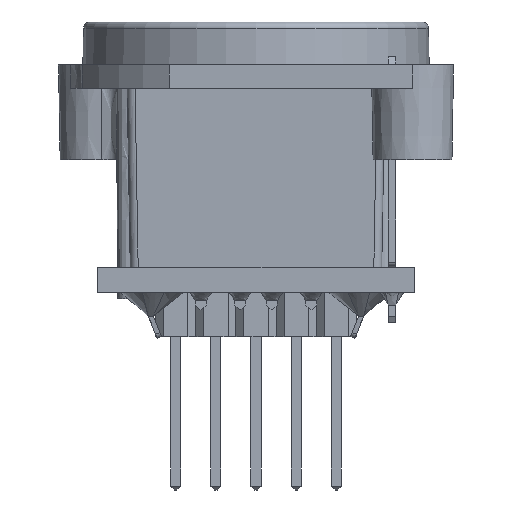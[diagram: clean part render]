
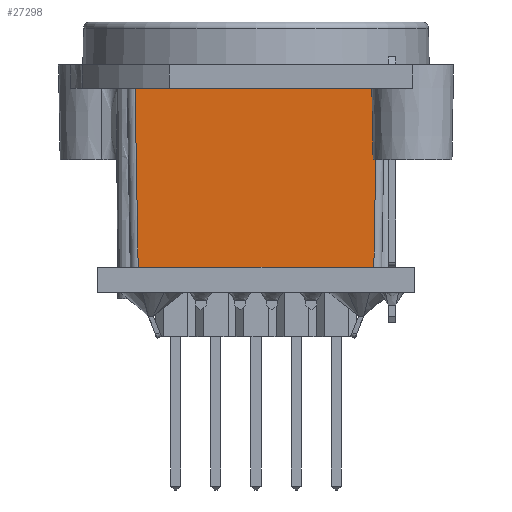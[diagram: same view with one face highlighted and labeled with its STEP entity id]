
A CAD part, front view. The second image highlights one B-rep face of the part: STEP entity #27298.
In plain terms, the highlighted planar face has unit normal (0, -1, -0.018).
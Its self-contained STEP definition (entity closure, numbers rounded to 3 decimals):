
#35=(
BOUNDED_CURVE()
B_SPLINE_CURVE(2,(#47349,#47350,#47351),.UNSPECIFIED.,.F.,.F.)
B_SPLINE_CURVE_WITH_KNOTS((3,3),(0.,0.45),.UNSPECIFIED.)
CURVE()
GEOMETRIC_REPRESENTATION_ITEM()
RATIONAL_B_SPLINE_CURVE((1.,1.,1.))
REPRESENTATION_ITEM('')
);
#36=(
BOUNDED_CURVE()
B_SPLINE_CURVE(2,(#47353,#47354,#47355),.UNSPECIFIED.,.F.,.F.)
B_SPLINE_CURVE_WITH_KNOTS((3,3),(0.029,0.33),
 .UNSPECIFIED.)
CURVE()
GEOMETRIC_REPRESENTATION_ITEM()
RATIONAL_B_SPLINE_CURVE((1.,1.,1.))
REPRESENTATION_ITEM('')
);
#37=(
BOUNDED_CURVE()
B_SPLINE_CURVE(2,(#47358,#47359,#47360),.UNSPECIFIED.,.F.,.F.)
B_SPLINE_CURVE_WITH_KNOTS((3,3),(0.029,0.33),
 .UNSPECIFIED.)
CURVE()
GEOMETRIC_REPRESENTATION_ITEM()
RATIONAL_B_SPLINE_CURVE((1.,1.,1.))
REPRESENTATION_ITEM('')
);
#2702=FACE_OUTER_BOUND('',#4285,.T.);
#4285=EDGE_LOOP('',(#22903,#22904,#22905,#22906,#22907,#22908,#22909,#22910,
#22911,#22912));
#4898=LINE('',#36632,#7779);
#7109=LINE('',#47324,#9990);
#7110=LINE('',#47328,#9991);
#7115=LINE('',#47345,#9996);
#7116=LINE('',#47348,#9997);
#7117=LINE('',#47357,#9998);
#7118=LINE('',#47361,#9999);
#7779=VECTOR('',#29848,14.906);
#9990=VECTOR('',#34105,3.504);
#9991=VECTOR('',#34108,3.308);
#9996=VECTOR('',#34123,6.802);
#9997=VECTOR('',#34126,0.007);
#9998=VECTOR('',#34127,7.795);
#9999=VECTOR('',#34128,11.303);
#10802=VERTEX_POINT('',#36629);
#10803=VERTEX_POINT('',#36631);
#12462=VERTEX_POINT('',#47321);
#12463=VERTEX_POINT('',#47323);
#12464=VERTEX_POINT('',#47325);
#12465=VERTEX_POINT('',#47327);
#12472=VERTEX_POINT('',#47343);
#12473=VERTEX_POINT('',#47347);
#12474=VERTEX_POINT('',#47352);
#12475=VERTEX_POINT('',#47356);
#13297=EDGE_CURVE('',#10803,#10802,#4898,.T.);
#16013=EDGE_CURVE('',#12462,#12463,#7109,.T.);
#16015=EDGE_CURVE('',#12464,#12465,#7110,.T.);
#16024=EDGE_CURVE('',#12472,#10802,#7115,.T.);
#16025=EDGE_CURVE('',#12472,#12473,#7116,.T.);
#16026=EDGE_CURVE('',#12473,#12465,#35,.T.);
#16027=EDGE_CURVE('',#12464,#12474,#36,.T.);
#16028=EDGE_CURVE('',#12475,#12474,#7117,.T.);
#16029=EDGE_CURVE('',#12463,#12475,#37,.T.);
#16030=EDGE_CURVE('',#10803,#12462,#7118,.T.);
#22903=ORIENTED_EDGE('',*,*,#16024,.F.);
#22904=ORIENTED_EDGE('',*,*,#16025,.T.);
#22905=ORIENTED_EDGE('',*,*,#16026,.T.);
#22906=ORIENTED_EDGE('',*,*,#16015,.F.);
#22907=ORIENTED_EDGE('',*,*,#16027,.T.);
#22908=ORIENTED_EDGE('',*,*,#16028,.F.);
#22909=ORIENTED_EDGE('',*,*,#16029,.F.);
#22910=ORIENTED_EDGE('',*,*,#16013,.F.);
#22911=ORIENTED_EDGE('',*,*,#16030,.F.);
#22912=ORIENTED_EDGE('',*,*,#13297,.T.);
#24541=PLANE('',#28716);
#27298=ADVANCED_FACE('',(#2702),#24541,.T.);
#28716=AXIS2_PLACEMENT_3D('',#47346,#34124,#34125);
#29848=DIRECTION('',(1.,0.,0.));
#34105=DIRECTION('',(1.,0.,0.));
#34108=DIRECTION('',(1.,0.,0.));
#34123=DIRECTION('',(-0.017,0.017,-1.));
#34124=DIRECTION('center_axis',(0.,-1.,
-0.017));
#34125=DIRECTION('ref_axis',(-1.,0.,0.));
#34126=DIRECTION('',(-1.,0.,0.));
#34127=DIRECTION('',(1.,0.,0.));
#34128=DIRECTION('',(-0.017,-0.017,1.));
#36629=CARTESIAN_POINT('',(7.453,-8.903,-12.8));
#36631=CARTESIAN_POINT('',(-7.453,-8.903,-12.8));
#36632=CARTESIAN_POINT('',(-8.15,-8.903,-12.8));
#47321=CARTESIAN_POINT('',(-7.65,-9.1,-1.5));
#47323=CARTESIAN_POINT('',(-4.146,-9.1,-1.5));
#47324=CARTESIAN_POINT('',(-4.067,-9.1,-1.5));
#47325=CARTESIAN_POINT('',(4.146,-9.1,-1.5));
#47327=CARTESIAN_POINT('',(7.454,-9.1,-1.5));
#47328=CARTESIAN_POINT('',(-4.067,-9.1,-1.5));
#47343=CARTESIAN_POINT('',(7.572,-9.021,-6.));
#47345=CARTESIAN_POINT('',(7.648,-9.098,-1.633));
#47346=CARTESIAN_POINT('Origin',(-8.15,-9.1,-1.5));
#47347=CARTESIAN_POINT('',(7.565,-9.021,-6.));
#47348=CARTESIAN_POINT('',(0.875,-9.021,-6.));
#47349=CARTESIAN_POINT('Ctrl Pts',(7.565,-9.021,-6.));
#47350=CARTESIAN_POINT('Ctrl Pts',(7.509,-9.06,-3.802));
#47351=CARTESIAN_POINT('Ctrl Pts',(7.454,-9.1,-1.5));
#47352=CARTESIAN_POINT('',(3.897,-9.152,1.5));
#47353=CARTESIAN_POINT('Ctrl Pts',(4.146,-9.1,-1.5));
#47354=CARTESIAN_POINT('Ctrl Pts',(4.022,-9.127,0.046));
#47355=CARTESIAN_POINT('Ctrl Pts',(3.897,-9.152,1.5));
#47356=CARTESIAN_POINT('',(-3.897,-9.152,1.5));
#47357=CARTESIAN_POINT('',(-4.146,-9.152,1.5));
#47358=CARTESIAN_POINT('Ctrl Pts',(-4.146,-9.1,-1.5));
#47359=CARTESIAN_POINT('Ctrl Pts',(-4.022,-9.127,
0.046));
#47360=CARTESIAN_POINT('Ctrl Pts',(-3.897,-9.152,
1.5));
#47361=CARTESIAN_POINT('',(-7.647,-9.097,-1.65));
